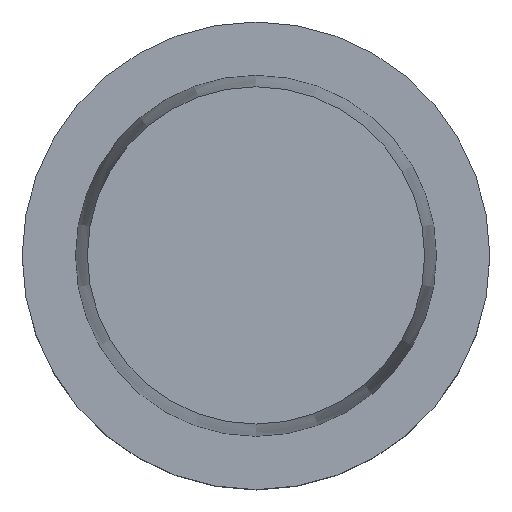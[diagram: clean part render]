
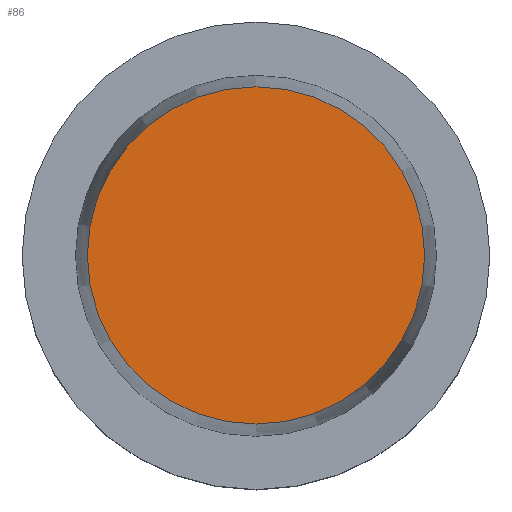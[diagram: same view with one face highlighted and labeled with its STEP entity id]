
A CAD part, top view. The second image highlights one B-rep face of the part: STEP entity #86.
In plain terms, the highlighted planar face has unit normal (0, 0, 1).
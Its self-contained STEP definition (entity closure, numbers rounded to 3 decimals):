
#86=ADVANCED_FACE('',(#128),#129,.T.);
#128=FACE_OUTER_BOUND('',#186,.T.);
#129=PLANE('',#187);
#186=EDGE_LOOP('',(#266));
#187=AXIS2_PLACEMENT_3D('',#267,#268,#269);
#266=ORIENTED_EDGE('',*,*,#321,.F.);
#267=CARTESIAN_POINT('',(0.,11.357,32.0));
#268=DIRECTION('',(0.,0.,1.0));
#269=DIRECTION('',(0.,-1.0,0.));
#321=EDGE_CURVE('',#351,#351,#352,.T.);
#351=VERTEX_POINT('',#389);
#352=CIRCLE('',#390,22.715);
#389=CARTESIAN_POINT('',(0.,22.715,32.0));
#390=AXIS2_PLACEMENT_3D('',#438,#439,#440);
#438=CARTESIAN_POINT('',(0.,0.,32.0));
#439=DIRECTION('',(0.,0.,-1.0));
#440=DIRECTION('',(0.,1.0,0.));
